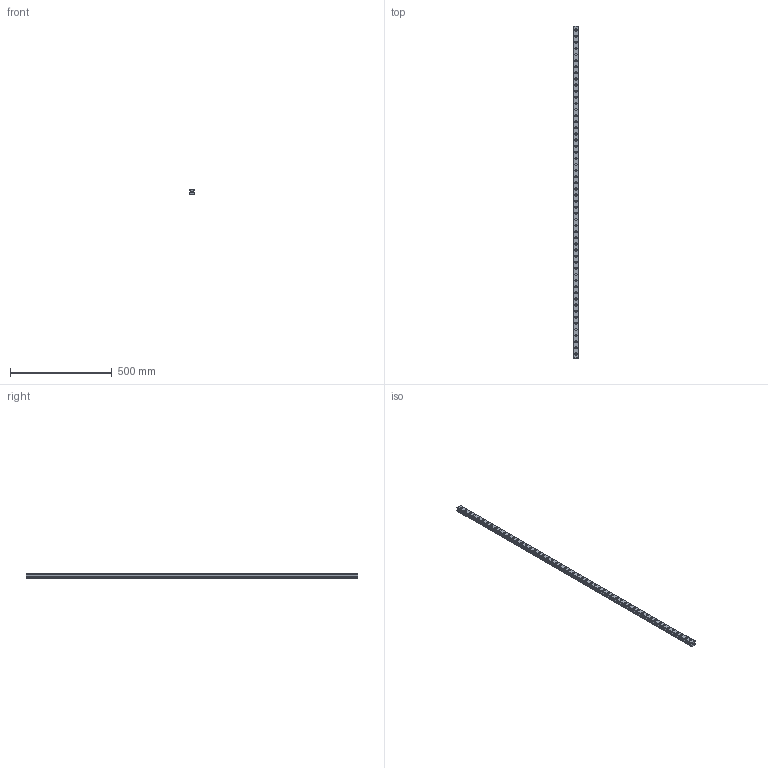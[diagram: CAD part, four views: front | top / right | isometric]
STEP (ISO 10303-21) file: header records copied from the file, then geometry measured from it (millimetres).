
FILE_DESCRIPTION(('STEP AP214'),'1');
FILE_NAME('cctmp_DFB12148-DDC3-4807-BA15-6FAF720CB19B_2021_03_11_09_48_01_0906..stp','2021-03-11T08:48:02',('HIWIN GmbH'),('CADClick - www.CADClick.com'),'Spatial InterOp 3D',' ','unknown authorization');
FILE_SCHEMA(('AUTOMOTIVE_DESIGN'));
Length unit declared in the file: millimetre
Products named in the file (1): RGR25R1630H_FILE
Bounding box: 23 x 1630 x 23.6 mm (x, y, z)
Volume: 654103.4 mm3; surface area: 202438.1 mm2
Topology: 1 solids, 1 shells, 603 faces, 1305 edges, 870 vertices
Faces by surface type: cylinder 342, plane 261
Entity records: 21571 total; most frequent: DIRECTION 3197, CARTESIAN_POINT 2779, ORIENTED_EDGE 2610, EDGE_CURVE 1305, AXIS2_PLACEMENT_3D 1288, VERTEX_POINT 870, EDGE_LOOP 769, CIRCLE 684
